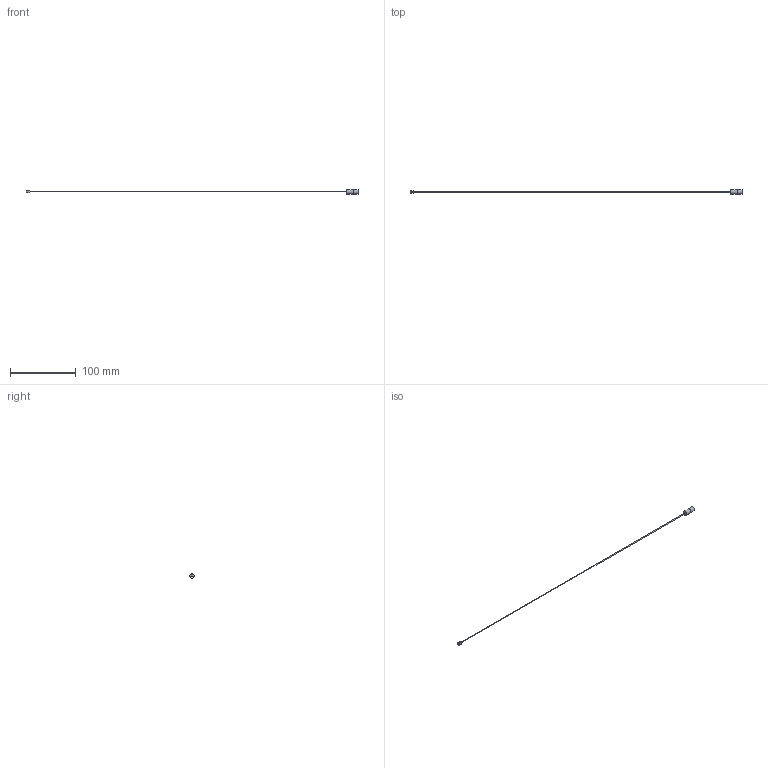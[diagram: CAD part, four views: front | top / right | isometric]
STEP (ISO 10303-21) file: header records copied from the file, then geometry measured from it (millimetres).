
FILE_DESCRIPTION( ( 'STEP AP214' ), '1' );
FILE_NAME( 'SCB010_050N_035_060_035.step', '2020-10-07T02:18:59', ( ' ' ), ( ' ' ), 'XStep 1.0', ' ', ' ' );
FILE_SCHEMA( ( 'automotive_design' ) );
Length unit declared in the file: millimetre
Products named in the file (1): 1
Bounding box: 506 x 7 x 7 mm (x, y, z)
Volume: 1174.1 mm3; surface area: 2215.2 mm2
Topology: 1 solids, 1 shells, 51 faces, 116 edges, 71 vertices
Faces by surface type: plane 22, cylinder 15, cone 9, torus 4, sphere 1
Full cylindrical faces by diameter (mm): 0.6 x1, 1.1 x1, 1.2 x1, 6.99 x1, 7 x1
Entity records: 1790 total; most frequent: DIRECTION 252, CARTESIAN_POINT 244, ORIENTED_EDGE 210, EDGE_CURVE 105, AXIS2_PLACEMENT_3D 99, VERTEX_POINT 67, EDGE_LOOP 62, FACE_OUTER_BOUND 56
